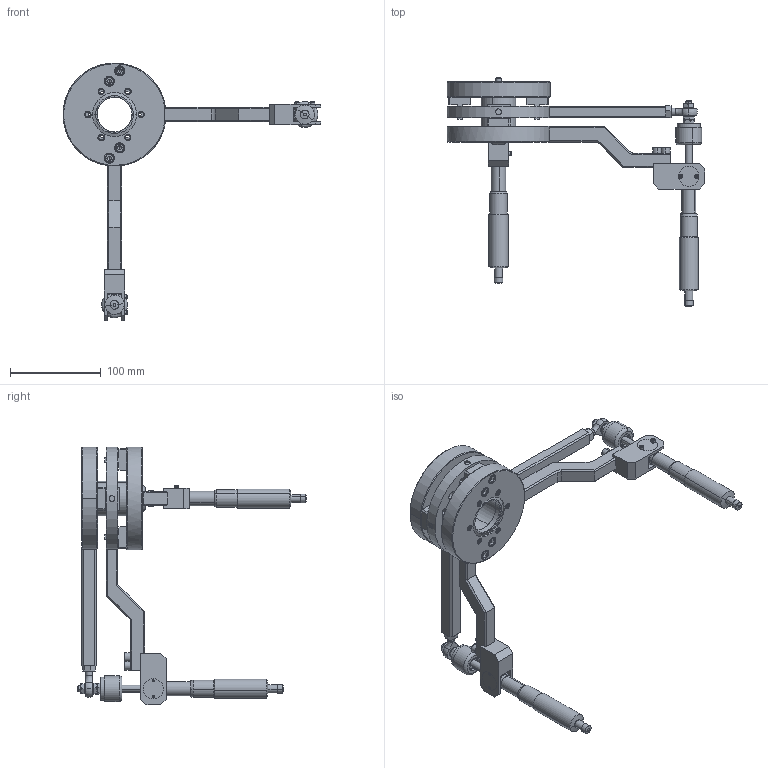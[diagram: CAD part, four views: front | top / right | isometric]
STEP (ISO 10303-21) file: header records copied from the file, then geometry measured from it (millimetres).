
FILE_DESCRIPTION (( 'STEP AP214' ), '1' );
FILE_NAME ('921166NW-31, TLTM-1.5-B275T-T275T-2 ASSEMBLY.STEP', '2016-12-08T15:24:45', ( 'My Thermionics' ), ( '' ), 'SwSTEP 2.0', 'SolidWorks 2010', '' );
FILE_SCHEMA (( 'AUTOMOTIVE_DESIGN' ));
Length unit declared in the file: inch
Products named in the file (1): 921166NW-31, TLTM-1.5-B275T-T275T-2 ASSEMBLY
Bounding box: 284.33 x 252.24 x 284.33 mm (x, y, z)
Surface area: 184342.5 mm2 (no closed solid volume)
Topology: 0 solids, 92 shells, 805 faces, 2343 edges, 1576 vertices
Faces by surface type: plane 368, cylinder 197, cone 138, bspline 76, torus 16, sphere 10
Entity records: 58990 total; most frequent: CARTESIAN_POINT 28204, DIRECTION 4113, ORIENTED_EDGE 3763, EDGE_CURVE 2297, VERTEX_POINT 1566, AXIS2_PLACEMENT_3D 1504, VECTOR 1105, LINE 1105
